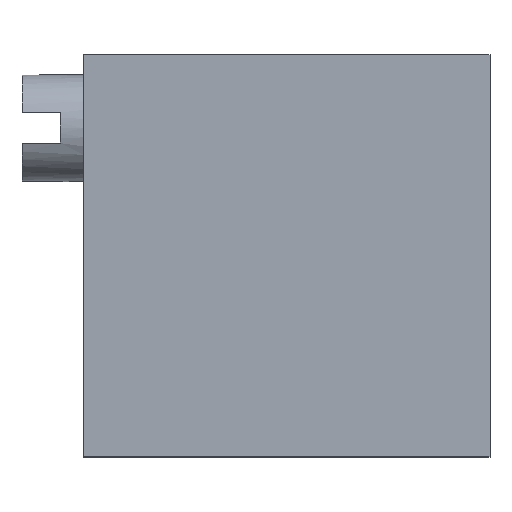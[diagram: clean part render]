
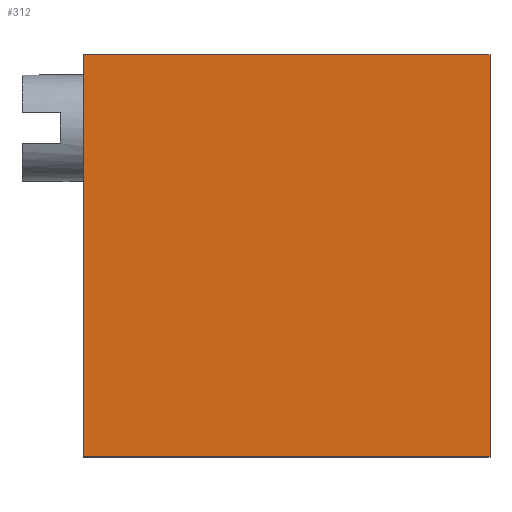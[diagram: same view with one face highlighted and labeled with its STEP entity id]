
A CAD part, top view. The second image highlights one B-rep face of the part: STEP entity #312.
In plain terms, the highlighted planar face has unit normal (0, 0, 1).
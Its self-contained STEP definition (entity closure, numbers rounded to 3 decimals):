
#183 = VERTEX_POINT('',#184);
#184 = CARTESIAN_POINT('',(-3.3,-5.895,4.51));
#199 = VERTEX_POINT('',#200);
#200 = CARTESIAN_POINT('',(-3.3,0.815,4.51));
#206 = EDGE_CURVE('',#183,#199,#207,.T.);
#207 = LINE('',#208,#209);
#208 = CARTESIAN_POINT('',(-3.3,-5.895,4.51));
#209 = VECTOR('',#210,1.);
#210 = DIRECTION('',(0.,1.,0.));
#223 = VERTEX_POINT('',#224);
#224 = CARTESIAN_POINT('',(3.48,-5.895,4.51));
#239 = VERTEX_POINT('',#240);
#240 = CARTESIAN_POINT('',(3.48,0.815,4.51));
#246 = EDGE_CURVE('',#223,#239,#247,.T.);
#247 = LINE('',#248,#249);
#248 = CARTESIAN_POINT('',(3.48,-5.895,4.51));
#249 = VECTOR('',#250,1.);
#250 = DIRECTION('',(0.,1.,0.));
#267 = EDGE_CURVE('',#183,#223,#268,.T.);
#268 = LINE('',#269,#270);
#269 = CARTESIAN_POINT('',(-3.3,-5.895,4.51));
#270 = VECTOR('',#271,1.);
#271 = DIRECTION('',(1.,0.,0.));
#289 = EDGE_CURVE('',#199,#239,#290,.T.);
#290 = LINE('',#291,#292);
#291 = CARTESIAN_POINT('',(-3.3,0.815,4.51));
#292 = VECTOR('',#293,1.);
#293 = DIRECTION('',(1.,0.,0.));
#312 = ADVANCED_FACE('',(#313),#319,.T.);
#313 = FACE_BOUND('',#314,.T.);
#314 = EDGE_LOOP('',(#315,#316,#317,#318));
#315 = ORIENTED_EDGE('',*,*,#206,.F.);
#316 = ORIENTED_EDGE('',*,*,#267,.T.);
#317 = ORIENTED_EDGE('',*,*,#246,.T.);
#318 = ORIENTED_EDGE('',*,*,#289,.F.);
#319 = PLANE('',#320);
#320 = AXIS2_PLACEMENT_3D('',#321,#322,#323);
#321 = CARTESIAN_POINT('',(-3.3,-5.895,4.51));
#322 = DIRECTION('',(0.,0.,1.));
#323 = DIRECTION('',(1.,0.,0.));
